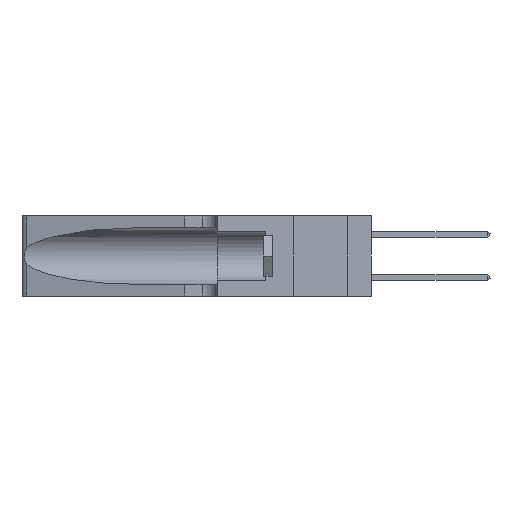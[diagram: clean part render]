
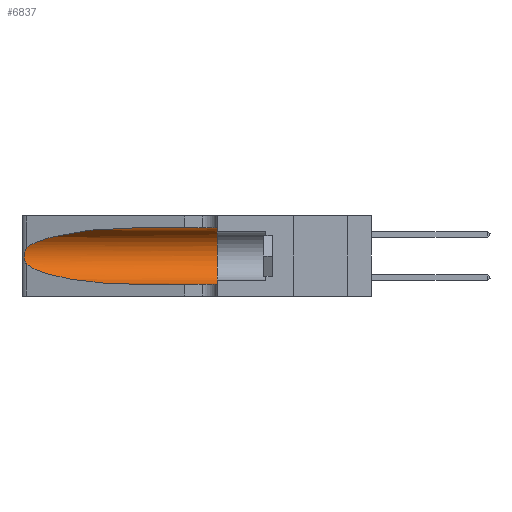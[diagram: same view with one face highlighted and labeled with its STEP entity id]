
A CAD part, left-side view. The second image highlights one B-rep face of the part: STEP entity #6837.
In plain terms, the highlighted cylindrical face has radius 3.308 mm (diameter 6.617 mm), a partial arc.
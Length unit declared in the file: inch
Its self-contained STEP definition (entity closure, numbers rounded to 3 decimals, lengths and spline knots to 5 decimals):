
#37 = CARTESIAN_POINT ( 'NONE',  ( 0.25487, 1.22718, 0.22369 ) ) ;
#539 = CARTESIAN_POINT ( 'NONE',  ( 0.25639, 1.23184, 0.21858 ) ) ;
#737 = DIRECTION ( 'NONE',  ( 0., -1., 0. ) ) ;
#1080 = CARTESIAN_POINT ( 'NONE',  ( 0.1305, 1.61858, 0.05475 ) ) ;
#1414 = CARTESIAN_POINT ( 'NONE',  ( 0.18966, 0.96281, 0.31525 ) ) ;
#2450 = CARTESIAN_POINT ( 'NONE',  ( 0.25854, 1.2359, 0.20912 ) ) ;
#2676 = AXIS2_PLACEMENT_3D ( 'NONE', #4532, #737, #17246 ) ;
#3319 = CARTESIAN_POINT ( 'NONE',  ( 0.25487, 1.22718, 0.22369 ) ) ;
#3385 = CARTESIAN_POINT ( 'NONE',  ( 0.1305, 0.35, 0.185 ) ) ;
#4266 = CARTESIAN_POINT ( 'NONE',  ( 0.25555, 1.22994, 0.2215 ) ) ;
#4342 = CARTESIAN_POINT ( 'NONE',  ( 0.26075, 1.23896, 0.19203 ) ) ;
#4532 = CARTESIAN_POINT ( 'NONE',  ( 0.1305, 1.61858, 0.185 ) ) ;
#4738 = VERTEX_POINT ( 'NONE', #20060 ) ;
#4834 = CARTESIAN_POINT ( 'NONE',  ( 0.1305, 0.72297, 0.31525 ) ) ;
#4942 = DIRECTION ( 'NONE',  ( 0., -1., 0. ) ) ;
#5255 = DIRECTION ( 'NONE',  ( 0., 0., 1. ) ) ;
#5326 = VERTEX_POINT ( 'NONE', #37 ) ;
#6123 = CARTESIAN_POINT ( 'NONE',  ( 0.25487, 1.22718, 0.22369 ) ) ;
#6131 = B_SPLINE_CURVE_WITH_KNOTS ( 'NONE', 3,
 ( #6123, #4266, #539, #13481, #2450, #15287, #4342, #17068, #6202, #18862, #8057, #20645, #9895, #22415 ),
 .UNSPECIFIED., .F., .F.,
 ( 4, 2, 2, 2, 2, 2, 4 ),
 ( 0., 0.00027, 0.00053, 0.00107, 0.0016, 0.00187, 0.00214 ),
 .UNSPECIFIED. ) ;
#6202 = CARTESIAN_POINT ( 'NONE',  ( 0.26017, 1.23833, 0.17102 ) ) ;
#6475 = ORIENTED_EDGE ( 'NONE', *, *, #21249, .T. ) ;
#6522 = CARTESIAN_POINT ( 'NONE',  ( 0.1305, 0.72297, 0.05475 ) ) ;
#6617 = EDGE_CURVE ( 'NONE', #19552, #18728, #9663, .T. ) ;
#6640 = VERTEX_POINT ( 'NONE', #18510 ) ;
#6837 = ADVANCED_FACE ( 'NONE', ( #18933 ), #9372, .F. ) ;
#7072 = EDGE_CURVE ( 'NONE', #18728, #21629, #14474, .T. ) ;
#7725 = ORIENTED_EDGE ( 'NONE', *, *, #7072, .F. ) ;
#8057 = CARTESIAN_POINT ( 'NONE',  ( 0.25789, 1.23486, 0.15765 ) ) ;
#8212 = EDGE_CURVE ( 'NONE', #6640, #4738, #22869, .T. ) ;
#8855 = VECTOR ( 'NONE', #4942, 39.37008 ) ;
#8901 = ORIENTED_EDGE ( 'NONE', *, *, #13674, .T. ) ;
#9372 = CYLINDRICAL_SURFACE ( 'NONE', #2676, 0.13025 ) ;
#9440 = LINE ( 'NONE', #1080, #8855 ) ;
#9461 = DIRECTION ( 'NONE',  ( 0., -1., 0. ) ) ;
#9663 = LINE ( 'NONE', #18436, #13933 ) ;
#9895 = CARTESIAN_POINT ( 'NONE',  ( 0.25555, 1.22993, 0.14849 ) ) ;
#10521 = ORIENTED_EDGE ( 'NONE', *, *, #6617, .F. ) ;
#11703 = CARTESIAN_POINT ( 'NONE',  ( 0.1305, 0.35, 0.05475 ) ) ;
#11992 = CARTESIAN_POINT ( 'NONE',  ( 0.25487, 1.22718, 0.14631 ) ) ;
#12474 = ORIENTED_EDGE ( 'NONE', *, *, #15896, .T. ) ;
#13481 = CARTESIAN_POINT ( 'NONE',  ( 0.25787, 1.23484, 0.2124 ) ) ;
#13674 = EDGE_CURVE ( 'NONE', #4738, #21629, #9440, .T. ) ;
#13933 = VECTOR ( 'NONE', #9461, 39.37008 ) ;
#14299 = CARTESIAN_POINT ( 'NONE',  ( 0.2373, 1.15595, 0.28018 ) ) ;
#14474 = CIRCLE ( 'NONE', #19754, 0.13025 ) ;
#15287 = CARTESIAN_POINT ( 'NONE',  ( 0.26018, 1.23835, 0.19895 ) ) ;
#15896 = EDGE_CURVE ( 'NONE', #5326, #6640, #6131, .T. ) ;
#15959 = EDGE_LOOP ( 'NONE', ( #6475, #12474, #18970, #8901, #7725, #10521 ) ) ;
#16165 = DIRECTION ( 'NONE',  ( 0., 1., 0. ) ) ;
#17038 =( BOUNDED_CURVE ( )  B_SPLINE_CURVE ( 3, ( #23150, #1414, #14299, #3319 ),
 .UNSPECIFIED., .F., .F. ) 
 B_SPLINE_CURVE_WITH_KNOTS ( ( 4, 4 ),
 ( 1.5708, 2.84003 ),
 .UNSPECIFIED. ) 
 CURVE ( )  GEOMETRIC_REPRESENTATION_ITEM ( )  RATIONAL_B_SPLINE_CURVE ( ( 1., 0.87, 0.87, 1. ) ) 
 REPRESENTATION_ITEM ( '' )  );
#17068 = CARTESIAN_POINT ( 'NONE',  ( 0.26075, 1.23896, 0.178 ) ) ;
#17246 = DIRECTION ( 'NONE',  ( 0., 0., -1. ) ) ;
#17384 = CARTESIAN_POINT ( 'NONE',  ( 0.18966, 0.96281, 0.05475 ) ) ;
#18436 = CARTESIAN_POINT ( 'NONE',  ( 0.1305, 1.61858, 0.31525 ) ) ;
#18510 = CARTESIAN_POINT ( 'NONE',  ( 0.25487, 1.22718, 0.14631 ) ) ;
#18728 = VERTEX_POINT ( 'NONE', #22083 ) ;
#18862 = CARTESIAN_POINT ( 'NONE',  ( 0.25856, 1.23593, 0.16098 ) ) ;
#18933 = FACE_OUTER_BOUND ( 'NONE', #15959, .T. ) ;
#18970 = ORIENTED_EDGE ( 'NONE', *, *, #8212, .T. ) ;
#19552 = VERTEX_POINT ( 'NONE', #4834 ) ;
#19754 = AXIS2_PLACEMENT_3D ( 'NONE', #3385, #16165, #5255 ) ;
#20060 = CARTESIAN_POINT ( 'NONE',  ( 0.1305, 0.72297, 0.05475 ) ) ;
#20645 = CARTESIAN_POINT ( 'NONE',  ( 0.25639, 1.23186, 0.15144 ) ) ;
#21249 = EDGE_CURVE ( 'NONE', #19552, #5326, #17038, .T. ) ;
#21629 = VERTEX_POINT ( 'NONE', #11703 ) ;
#22083 = CARTESIAN_POINT ( 'NONE',  ( 0.1305, 0.35, 0.31525 ) ) ;
#22415 = CARTESIAN_POINT ( 'NONE',  ( 0.25487, 1.22718, 0.14631 ) ) ;
#22648 = CARTESIAN_POINT ( 'NONE',  ( 0.2373, 1.15595, 0.08982 ) ) ;
#22869 =( BOUNDED_CURVE ( )  B_SPLINE_CURVE ( 3, ( #11992, #22648, #17384, #6522 ),
 .UNSPECIFIED., .F., .F. ) 
 B_SPLINE_CURVE_WITH_KNOTS ( ( 4, 4 ),
 ( 3.44316, 4.71239 ),
 .UNSPECIFIED. ) 
 CURVE ( )  GEOMETRIC_REPRESENTATION_ITEM ( )  RATIONAL_B_SPLINE_CURVE ( ( 1., 0.87, 0.87, 1. ) ) 
 REPRESENTATION_ITEM ( '' )  );
#23150 = CARTESIAN_POINT ( 'NONE',  ( 0.1305, 0.72297, 0.31525 ) ) ;
